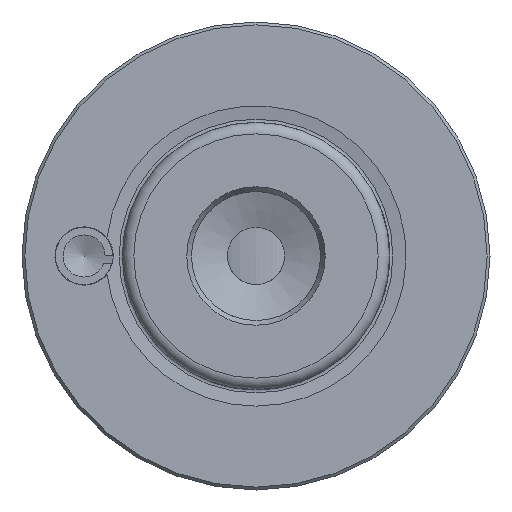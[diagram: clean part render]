
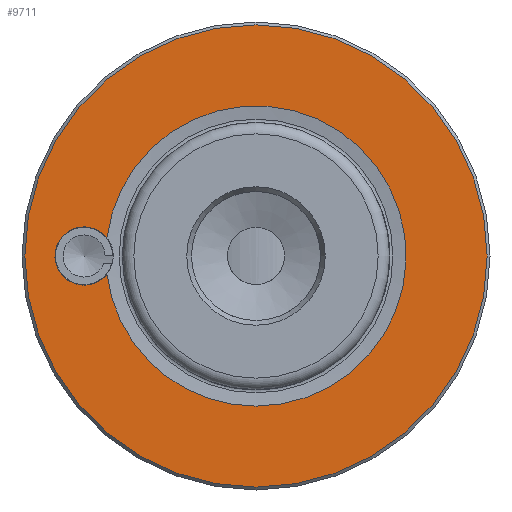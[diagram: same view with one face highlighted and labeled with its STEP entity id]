
A CAD part, left-side view. The second image highlights one B-rep face of the part: STEP entity #9711.
In plain terms, the highlighted planar face has unit normal (-1, 0, 0).
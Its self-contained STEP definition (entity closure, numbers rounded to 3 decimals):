
#304=PLANE('',#10619);
#715=FACE_BOUND('',#1475,.T.);
#896=FACE_OUTER_BOUND('',#1474,.T.);
#1474=EDGE_LOOP('',(#6956));
#1475=EDGE_LOOP('',(#6957,#6958,#6959,#6960));
#3668=CIRCLE('',#10485,15.715);
#3669=CIRCLE('',#10486,15.715);
#3725=CIRCLE('',#10620,24.2);
#3726=CIRCLE('',#10621,3.05);
#3727=CIRCLE('',#10622,3.05);
#4050=VERTEX_POINT('',#14399);
#4051=VERTEX_POINT('',#14401);
#4052=VERTEX_POINT('',#14403);
#4202=VERTEX_POINT('',#15587);
#4203=VERTEX_POINT('',#15589);
#5037=EDGE_CURVE('',#4050,#4051,#3668,.T.);
#5039=EDGE_CURVE('',#4052,#4050,#3669,.T.);
#5257=EDGE_CURVE('',#4202,#4202,#3725,.T.);
#5258=EDGE_CURVE('',#4051,#4203,#3726,.T.);
#5259=EDGE_CURVE('',#4203,#4052,#3727,.T.);
#6956=ORIENTED_EDGE('',*,*,#5257,.T.);
#6957=ORIENTED_EDGE('',*,*,#5258,.F.);
#6958=ORIENTED_EDGE('',*,*,#5037,.F.);
#6959=ORIENTED_EDGE('',*,*,#5039,.F.);
#6960=ORIENTED_EDGE('',*,*,#5259,.F.);
#9711=ADVANCED_FACE('',(#896,#715),#304,.F.);
#10485=AXIS2_PLACEMENT_3D('',#14402,#11544,#11545);
#10486=AXIS2_PLACEMENT_3D('',#14414,#11546,#11547);
#10619=AXIS2_PLACEMENT_3D('',#15586,#11908,#11909);
#10620=AXIS2_PLACEMENT_3D('',#15588,#11910,#11911);
#10621=AXIS2_PLACEMENT_3D('',#15590,#11912,#11913);
#10622=AXIS2_PLACEMENT_3D('',#15591,#11914,#11915);
#11544=DIRECTION('center_axis',(-1.,0.,0.));
#11545=DIRECTION('ref_axis',(0.,0.,1.));
#11546=DIRECTION('center_axis',(-1.,0.,0.));
#11547=DIRECTION('ref_axis',(0.,0.,1.));
#11908=DIRECTION('center_axis',(1.,0.,0.));
#11909=DIRECTION('ref_axis',(0.,0.,-1.));
#11910=DIRECTION('center_axis',(-1.,0.,0.));
#11911=DIRECTION('ref_axis',(0.,0.,1.));
#11912=DIRECTION('center_axis',(-1.,0.,0.));
#11913=DIRECTION('ref_axis',(0.,0.,-1.));
#11914=DIRECTION('center_axis',(-1.,0.,0.));
#11915=DIRECTION('ref_axis',(0.,0.,-1.));
#14399=CARTESIAN_POINT('',(-53.75,0.,-15.715));
#14401=CARTESIAN_POINT('',(-53.75,15.602,1.884));
#14402=CARTESIAN_POINT('Origin',(-53.75,0.,0.));
#14403=CARTESIAN_POINT('',(-53.75,15.602,-1.884));
#14414=CARTESIAN_POINT('Origin',(-53.75,0.,0.));
#15586=CARTESIAN_POINT('Origin',(-53.75,15.715,0.));
#15587=CARTESIAN_POINT('',(-53.75,0.,24.2));
#15588=CARTESIAN_POINT('Origin',(-53.75,0.,0.));
#15589=CARTESIAN_POINT('',(-53.75,18.,-3.05));
#15590=CARTESIAN_POINT('Origin',(-53.75,18.,0.));
#15591=CARTESIAN_POINT('Origin',(-53.75,18.,0.));
